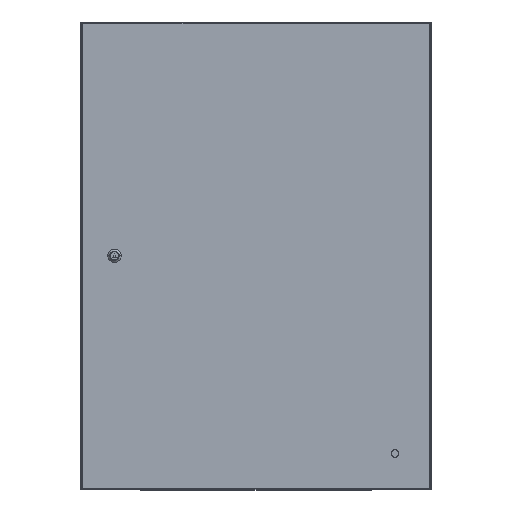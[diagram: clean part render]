
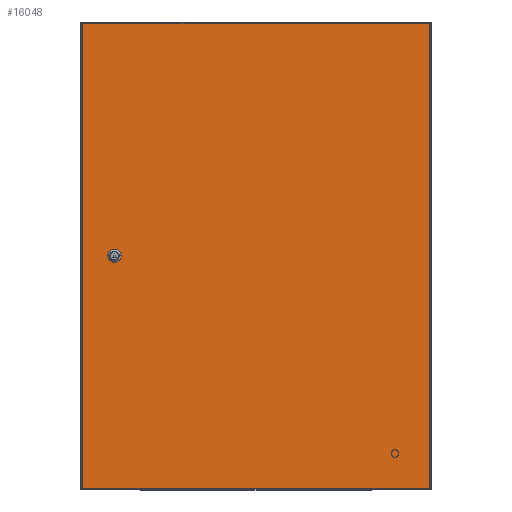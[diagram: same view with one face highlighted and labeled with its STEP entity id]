
A CAD part, top view. The second image highlights one B-rep face of the part: STEP entity #16048.
In plain terms, the highlighted planar face has unit normal (0, 0, 1).
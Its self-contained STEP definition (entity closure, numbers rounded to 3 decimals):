
#1955 = CARTESIAN_POINT ( 'NONE',  ( -297.5, -398.5, 0. ) ) ;
#4432 = VECTOR ( 'NONE', #16910, 1000. ) ;
#5238 = AXIS2_PLACEMENT_3D ( 'NONE', #33549, #21451, #9357 ) ;
#5776 = CARTESIAN_POINT ( 'NONE',  ( 297.5, 398.5, 0. ) ) ;
#6880 = LINE ( 'NONE', #15342, #27859 ) ;
#7007 = EDGE_CURVE ( 'NONE', #32449, #25101, #8853, .T. ) ;
#7561 = LINE ( 'NONE', #1955, #25317 ) ;
#7934 = EDGE_CURVE ( 'NONE', #11547, #32449, #7561, .T. ) ;
#8205 = DIRECTION ( 'NONE',  ( 0., 0., 1. ) ) ;
#8392 = ORIENTED_EDGE ( 'NONE', *, *, #7007, .T. ) ;
#8853 = LINE ( 'NONE', #5776, #4432 ) ;
#8875 = DIRECTION ( 'NONE',  ( -1., 0., 0. ) ) ;
#9357 = DIRECTION ( 'NONE',  ( 1., 0., 0. ) ) ;
#10030 = VERTEX_POINT ( 'NONE', #23312 ) ;
#10717 = VECTOR ( 'NONE', #8875, 1000. ) ;
#10845 = ORIENTED_EDGE ( 'NONE', *, *, #7934, .T. ) ;
#10881 = FACE_OUTER_BOUND ( 'NONE', #37976, .T. ) ;
#11067 = DIRECTION ( 'NONE',  ( 0., 0., 1. ) ) ;
#11547 = VERTEX_POINT ( 'NONE', #16962 ) ;
#13613 = CARTESIAN_POINT ( 'NONE',  ( 297.5, 398.5, 0. ) ) ;
#13923 = AXIS2_PLACEMENT_3D ( 'NONE', #33390, #8205, #14147 ) ;
#14147 = DIRECTION ( 'NONE',  ( 1., 0., 0. ) ) ;
#14309 = ORIENTED_EDGE ( 'NONE', *, *, #28765, .T. ) ;
#15342 = CARTESIAN_POINT ( 'NONE',  ( -297.5, 398.5, 0. ) ) ;
#16048 = ADVANCED_FACE ( 'NONE', ( #31816, #10881 ), #25671, .T. ) ;
#16832 = CARTESIAN_POINT ( 'NONE',  ( 0., 0., 0. ) ) ;
#16910 = DIRECTION ( 'NONE',  ( 0., 1., 0. ) ) ;
#16962 = CARTESIAN_POINT ( 'NONE',  ( -297.5, -398.5, 0. ) ) ;
#17267 = EDGE_CURVE ( 'NONE', #21361, #10030, #21922, .T. ) ;
#17890 = CARTESIAN_POINT ( 'NONE',  ( 297.5, -398.5, 0. ) ) ;
#18827 = ORIENTED_EDGE ( 'NONE', *, *, #30572, .F. ) ;
#18984 = DIRECTION ( 'NONE',  ( 0., -1., 0. ) ) ;
#21039 = EDGE_LOOP ( 'NONE', ( #18827, #23249 ) ) ;
#21361 = VERTEX_POINT ( 'NONE', #37496 ) ;
#21451 = DIRECTION ( 'NONE',  ( 0., 0., 1. ) ) ;
#21521 = EDGE_CURVE ( 'NONE', #25101, #37743, #23659, .T. ) ;
#21922 = CIRCLE ( 'NONE', #13923, 11.5 ) ;
#22255 = CARTESIAN_POINT ( 'NONE',  ( -297.5, 398.5, 0. ) ) ;
#23249 = ORIENTED_EDGE ( 'NONE', *, *, #17267, .F. ) ;
#23312 = CARTESIAN_POINT ( 'NONE',  ( -231., 0., 0. ) ) ;
#23659 = LINE ( 'NONE', #35186, #10717 ) ;
#25101 = VERTEX_POINT ( 'NONE', #13613 ) ;
#25317 = VECTOR ( 'NONE', #30426, 1000. ) ;
#25671 = PLANE ( 'NONE',  #34689 ) ;
#27859 = VECTOR ( 'NONE', #18984, 1000. ) ;
#28743 = DIRECTION ( 'NONE',  ( 1., 0., 0. ) ) ;
#28765 = EDGE_CURVE ( 'NONE', #37743, #11547, #6880, .T. ) ;
#30426 = DIRECTION ( 'NONE',  ( 1., 0., 0. ) ) ;
#30572 = EDGE_CURVE ( 'NONE', #10030, #21361, #31015, .T. ) ;
#31015 = CIRCLE ( 'NONE', #5238, 11.5 ) ;
#31816 = FACE_BOUND ( 'NONE', #21039, .T. ) ;
#32449 = VERTEX_POINT ( 'NONE', #17890 ) ;
#33390 = CARTESIAN_POINT ( 'NONE',  ( -242.5, 0., 0. ) ) ;
#33549 = CARTESIAN_POINT ( 'NONE',  ( -242.5, 0., 0. ) ) ;
#34689 = AXIS2_PLACEMENT_3D ( 'NONE', #16832, #11067, #28743 ) ;
#35186 = CARTESIAN_POINT ( 'NONE',  ( -297.5, 398.5, 0. ) ) ;
#36591 = ORIENTED_EDGE ( 'NONE', *, *, #21521, .T. ) ;
#37496 = CARTESIAN_POINT ( 'NONE',  ( -254., 0., 0. ) ) ;
#37743 = VERTEX_POINT ( 'NONE', #22255 ) ;
#37976 = EDGE_LOOP ( 'NONE', ( #14309, #10845, #8392, #36591 ) ) ;
